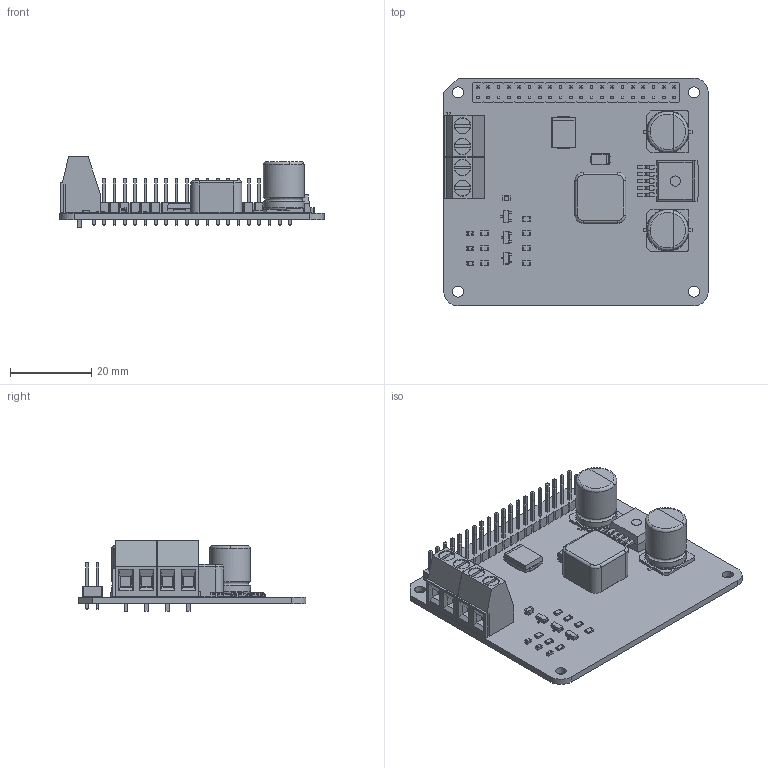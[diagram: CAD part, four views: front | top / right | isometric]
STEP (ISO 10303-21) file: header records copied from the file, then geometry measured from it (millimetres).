
FILE_DESCRIPTION(('KiCad electronic assembly'),'2;1');
FILE_NAME('kicad-power-hat.step','2024-11-19T13:18:44',('Pcbnew'),( 'Kicad'),'Open CASCADE STEP processor 7.7','KiCad to STEP converter' ,'Unknown');
FILE_SCHEMA(('AUTOMOTIVE_DESIGN { 1 0 10303 214 1 1 1 1 }'));
Length unit declared in the file: millimetre
Products named in the file (24): kicad-power-hat 1; R_0805_2012Metric; SOT-23; SOT_23; D_0603_1608Metric; D_0603; C_0805_2012Metric; TerminalBlock_Phoenix_MKDS-1,5-2-5.08_1x02_P5.08mm_Horizontal; TerminalBlock_Phoenix_MKDS_15_2_508_1x02_P508mm_Horizontal; CP_Elec_10x12.6; CP_Elec_10x126; TO-263-5_TabPin3; CQ assembly; D_SMA; PinHeader_2x20_P2.54mm_Vertical; PinHeader_2x20_P254mm_Vertical; L_Sunlord_SWRB1207S; D_SMC; kicad-power-hat_PCB
Assembly tree (35 placements, depth 3):
  kicad-power-hat 1
    R_0805_2012Metric  x7
      R_0805_2012Metric
    SOT-23  x3
      SOT_23
    D_0603_1608Metric  x3
      D_0603
    C_0805_2012Metric
      C_0805_2012Metric
    TerminalBlock_Phoenix_MKDS-1,5-2-5.08_1x02_P5.08mm_Horizontal  x2
      TerminalBlock_Phoenix_MKDS_15_2_508_1x02_P508mm_Horizontal
    CP_Elec_10x12.6  x2
      CP_Elec_10x126
    TO-263-5_TabPin3
      CQ assembly
    D_SMA
      D_SMA
    PinHeader_2x20_P2.54mm_Vertical
      PinHeader_2x20_P254mm_Vertical
    L_Sunlord_SWRB1207S
      CQ assembly
    D_SMC
      D_SMC
    kicad-power-hat_PCB
Bounding box: 65 x 56 x 17.3 mm (x, y, z)
Volume: 12346.8 mm3; surface area: 15243.1 mm2
Topology: 32 solids, 32 shells, 1972 faces, 4860 edges, 3050 vertices
Faces by surface type: plane 1575, cylinder 262, bspline 121, torus 12, revolution 2
Full cylindrical faces by diameter (mm): 1 x40, 1.3 x4, 2.5 x1, 2.7 x4, 3.8 x4, 4 x4, 10 x4
Entity records: 51014 total; most frequent: CARTESIAN_POINT 7811, ORIENTED_EDGE 7096, DIRECTION 6651, EDGE_CURVE 3548, LINE 3116, VECTOR 3116, VERTEX_POINT 2223, AXIS2_PLACEMENT_3D 1767
